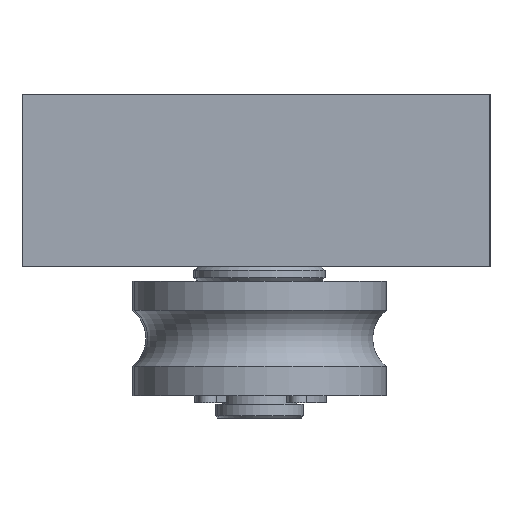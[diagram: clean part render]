
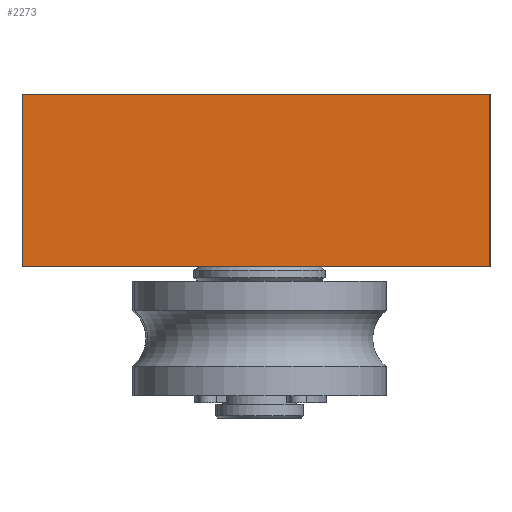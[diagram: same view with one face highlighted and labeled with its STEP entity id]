
A CAD part, left-side view. The second image highlights one B-rep face of the part: STEP entity #2273.
In plain terms, the highlighted planar face has unit normal (-1, 0, 0).
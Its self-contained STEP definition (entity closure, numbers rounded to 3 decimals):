
#241=PLANE('',#2657);
#320=FACE_OUTER_BOUND('',#471,.T.);
#471=EDGE_LOOP('',(#1658,#1659,#1660,#1661));
#661=LINE('',#3803,#803);
#663=LINE('',#3807,#805);
#664=LINE('',#3809,#806);
#665=LINE('',#3810,#807);
#803=VECTOR('',#3050,10.);
#805=VECTOR('',#3054,10.);
#806=VECTOR('',#3055,10.);
#807=VECTOR('',#3056,10.);
#1103=VERTEX_POINT('',#3800);
#1104=VERTEX_POINT('',#3802);
#1105=VERTEX_POINT('',#3806);
#1106=VERTEX_POINT('',#3808);
#1320=EDGE_CURVE('',#1104,#1103,#661,.T.);
#1322=EDGE_CURVE('',#1103,#1105,#663,.T.);
#1323=EDGE_CURVE('',#1106,#1105,#664,.T.);
#1324=EDGE_CURVE('',#1104,#1106,#665,.T.);
#1658=ORIENTED_EDGE('',*,*,#1322,.T.);
#1659=ORIENTED_EDGE('',*,*,#1323,.F.);
#1660=ORIENTED_EDGE('',*,*,#1324,.F.);
#1661=ORIENTED_EDGE('',*,*,#1320,.T.);
#2273=ADVANCED_FACE('',(#320),#241,.T.);
#2657=AXIS2_PLACEMENT_3D('',#3805,#3052,#3053);
#3050=DIRECTION('',(0.,0.,1.));
#3052=DIRECTION('center_axis',(-1.,0.,0.));
#3053=DIRECTION('ref_axis',(0.,0.,1.));
#3054=DIRECTION('',(0.,1.,0.));
#3055=DIRECTION('',(0.,0.,1.));
#3056=DIRECTION('',(0.,1.,0.));
#3800=CARTESIAN_POINT('',(-145.,-32.5,24.));
#3802=CARTESIAN_POINT('',(-145.,-32.5,0.));
#3803=CARTESIAN_POINT('',(-145.,-32.5,0.));
#3805=CARTESIAN_POINT('Origin',(-145.,-32.5,0.));
#3806=CARTESIAN_POINT('',(-145.,32.5,24.));
#3807=CARTESIAN_POINT('',(-145.,-32.5,24.));
#3808=CARTESIAN_POINT('',(-145.,32.5,0.));
#3809=CARTESIAN_POINT('',(-145.,32.5,0.));
#3810=CARTESIAN_POINT('',(-145.,-32.5,0.));
